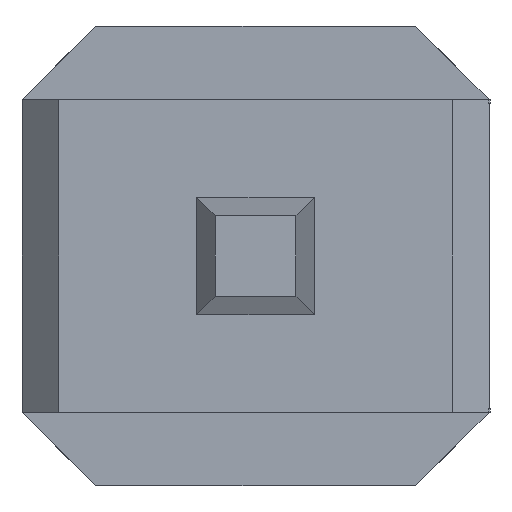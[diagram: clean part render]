
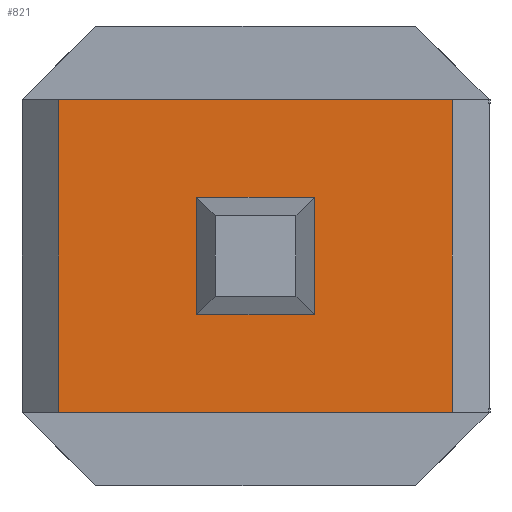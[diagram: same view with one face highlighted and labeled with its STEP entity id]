
A CAD part, front view. The second image highlights one B-rep face of the part: STEP entity #821.
In plain terms, the highlighted planar face has unit normal (0, -1, 0).
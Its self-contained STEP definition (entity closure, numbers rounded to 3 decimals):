
#14=FACE_BOUND('',#99,.T.);
#51=FACE_OUTER_BOUND('',#98,.T.);
#98=EDGE_LOOP('',(#681,#682,#683,#684));
#99=EDGE_LOOP('',(#685,#686,#687,#688));
#146=LINE('',#1180,#258);
#150=LINE('',#1188,#262);
#201=LINE('',#1288,#313);
#204=LINE('',#1293,#316);
#206=LINE('',#1297,#318);
#208=LINE('',#1300,#320);
#211=LINE('',#1305,#323);
#212=LINE('',#1307,#324);
#258=VECTOR('',#967,1000.);
#262=VECTOR('',#973,1000.);
#313=VECTOR('',#1048,1000.);
#316=VECTOR('',#1053,1000.);
#318=VECTOR('',#1057,1000.);
#320=VECTOR('',#1061,1000.);
#323=VECTOR('',#1066,1000.);
#324=VECTOR('',#1069,1000.);
#358=VERTEX_POINT('',#1177);
#359=VERTEX_POINT('',#1179);
#362=VERTEX_POINT('',#1187);
#398=VERTEX_POINT('',#1286);
#399=VERTEX_POINT('',#1287);
#400=VERTEX_POINT('',#1292);
#401=VERTEX_POINT('',#1296);
#402=VERTEX_POINT('',#1303);
#440=EDGE_CURVE('',#359,#358,#146,.T.);
#444=EDGE_CURVE('',#362,#359,#150,.T.);
#495=EDGE_CURVE('',#398,#399,#201,.T.);
#498=EDGE_CURVE('',#399,#400,#204,.T.);
#500=EDGE_CURVE('',#400,#401,#206,.T.);
#502=EDGE_CURVE('',#401,#398,#208,.T.);
#505=EDGE_CURVE('',#402,#358,#211,.T.);
#506=EDGE_CURVE('',#362,#402,#212,.T.);
#681=ORIENTED_EDGE('',*,*,#444,.T.);
#682=ORIENTED_EDGE('',*,*,#440,.T.);
#683=ORIENTED_EDGE('',*,*,#505,.F.);
#684=ORIENTED_EDGE('',*,*,#506,.F.);
#685=ORIENTED_EDGE('',*,*,#495,.T.);
#686=ORIENTED_EDGE('',*,*,#498,.T.);
#687=ORIENTED_EDGE('',*,*,#500,.T.);
#688=ORIENTED_EDGE('',*,*,#502,.T.);
#775=PLANE('',#888);
#821=ADVANCED_FACE('',(#51,#14),#775,.F.);
#888=AXIS2_PLACEMENT_3D('',#1306,#1067,#1068);
#967=DIRECTION('',(0.,0.,1.));
#973=DIRECTION('',(1.,0.,0.));
#1048=DIRECTION('',(0.,0.,-1.));
#1053=DIRECTION('',(-1.,0.,0.));
#1057=DIRECTION('',(0.,0.,1.));
#1061=DIRECTION('',(1.,0.,0.));
#1066=DIRECTION('',(1.,0.,0.));
#1067=DIRECTION('center_axis',(0.,1.,0.));
#1068=DIRECTION('ref_axis',(0.,0.,1.));
#1069=DIRECTION('',(0.,0.,1.));
#1177=CARTESIAN_POINT('',(1.07,0.54,0.85));
#1179=CARTESIAN_POINT('',(1.07,0.54,-0.85));
#1180=CARTESIAN_POINT('',(1.07,0.54,-0.85));
#1187=CARTESIAN_POINT('',(-1.07,0.54,-0.85));
#1188=CARTESIAN_POINT('',(-1.27,0.54,-0.85));
#1286=CARTESIAN_POINT('',(0.32,0.54,0.32));
#1287=CARTESIAN_POINT('',(0.32,0.54,-0.32));
#1288=CARTESIAN_POINT('',(0.32,0.54,0.32));
#1292=CARTESIAN_POINT('',(-0.32,0.54,-0.32));
#1293=CARTESIAN_POINT('',(-0.32,0.54,-0.32));
#1296=CARTESIAN_POINT('',(-0.32,0.54,0.32));
#1297=CARTESIAN_POINT('',(-0.32,0.54,0.32));
#1300=CARTESIAN_POINT('',(-0.32,0.54,0.32));
#1303=CARTESIAN_POINT('',(-1.07,0.54,0.85));
#1305=CARTESIAN_POINT('',(-1.27,0.54,0.85));
#1306=CARTESIAN_POINT('Origin',(-1.27,0.54,0.85));
#1307=CARTESIAN_POINT('',(-1.07,0.54,-0.85));
